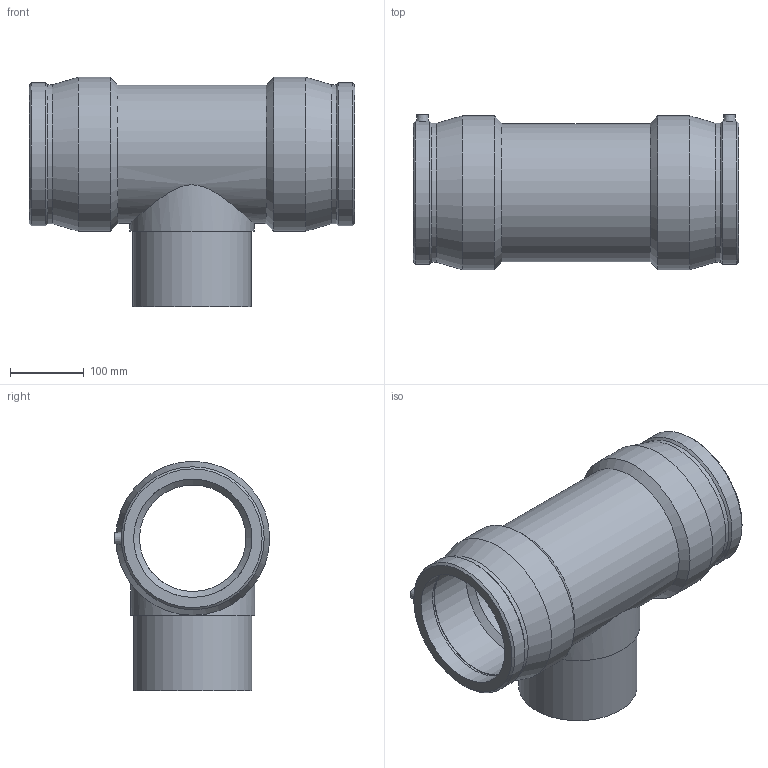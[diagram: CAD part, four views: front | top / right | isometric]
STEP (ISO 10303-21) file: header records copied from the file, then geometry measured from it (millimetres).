
FILE_DESCRIPTION(/* description */ ('PLASSON TEE 160-160-160'),/* implementation_level */ '2;1');
FILE_NAME(/* name */ '490404160.ipt.stp',/* time_stamp */ '2017-11-06T09:11:29+02:00',/* author */ ('KIM'),/* organization */ (''),/* preprocessor_version */ 'ST-DEVELOPER v15.6',/* originating_system */ 'Autodesk Inventor 2015',/* authorisation */ '');
FILE_SCHEMA (('AUTOMOTIVE_DESIGN { 1 0 10303 214 3 1 1 }'));
Length unit declared in the file: millimetre
Products named in the file (1): 490404160
Bounding box: 440 x 210 x 310 mm (x, y, z)
Volume: 5887755.5 mm3; surface area: 606579.1 mm2
Topology: 1 solids, 1 shells, 47 faces, 97 edges, 60 vertices
Faces by surface type: cylinder 19, cone 16, plane 12
Full cylindrical faces by diameter (mm): 4 x2, 10 x2, 128 x1, 144 x1, 160 x5, 168 x1, 187.2 x1, 187.637 x2, 193.44 x2, 208 x2
Entity records: 1198 total; most frequent: CARTESIAN_POINT 370, DIRECTION 180, ORIENTED_EDGE 100, EDGE_LOOP 94, AXIS2_PLACEMENT_3D 90, EDGE_CURVE 50, VERTEX_POINT 48, FACE_BOUND 47
